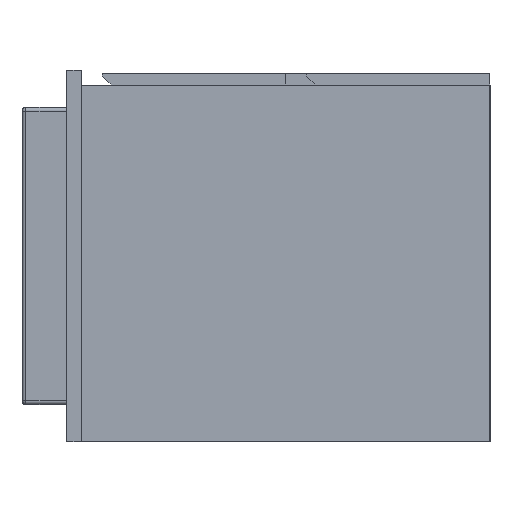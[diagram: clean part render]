
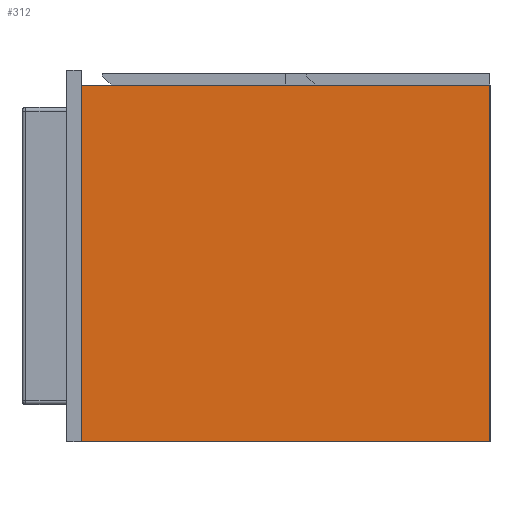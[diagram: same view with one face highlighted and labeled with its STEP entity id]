
A CAD part, left-side view. The second image highlights one B-rep face of the part: STEP entity #312.
In plain terms, the highlighted planar face has unit normal (-1, 0, 0).
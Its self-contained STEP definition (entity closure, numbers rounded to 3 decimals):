
#37 = VECTOR ( 'NONE', #4296, 1000. ) ;
#81 = DIRECTION ( 'NONE',  ( 0., 0., 1. ) ) ;
#312 = ADVANCED_FACE ( 'NONE', ( #1179 ), #6332, .T. ) ;
#347 = LINE ( 'NONE', #5875, #4813 ) ;
#1092 = DIRECTION ( 'NONE',  ( -1., 0., 0. ) ) ;
#1179 = FACE_OUTER_BOUND ( 'NONE', #2883, .T. ) ;
#1367 = LINE ( 'NONE', #4672, #5376 ) ;
#1437 = LINE ( 'NONE', #5821, #3813 ) ;
#1439 = VERTEX_POINT ( 'NONE', #3635 ) ;
#1955 = VERTEX_POINT ( 'NONE', #6258 ) ;
#2563 = VERTEX_POINT ( 'NONE', #5172 ) ;
#2694 = DIRECTION ( 'NONE',  ( 0., 1., 0. ) ) ;
#2883 = EDGE_LOOP ( 'NONE', ( #6713, #6035, #5069, #3999 ) ) ;
#2932 = LINE ( 'NONE', #6361, #37 ) ;
#3242 = DIRECTION ( 'NONE',  ( 0., 0., -1. ) ) ;
#3272 = EDGE_CURVE ( 'NONE', #1439, #4408, #1437, .T. ) ;
#3635 = CARTESIAN_POINT ( 'NONE',  ( -744., 275., 480. ) ) ;
#3640 = DIRECTION ( 'NONE',  ( 0., 0., -1. ) ) ;
#3813 = VECTOR ( 'NONE', #3242, 1000. ) ;
#3999 = ORIENTED_EDGE ( 'NONE', *, *, #3272, .T. ) ;
#4296 = DIRECTION ( 'NONE',  ( 0., 1., 0. ) ) ;
#4408 = VERTEX_POINT ( 'NONE', #4559 ) ;
#4559 = CARTESIAN_POINT ( 'NONE',  ( -744., 275., 0. ) ) ;
#4672 = CARTESIAN_POINT ( 'NONE',  ( -744., -275., 480. ) ) ;
#4759 = EDGE_CURVE ( 'NONE', #2563, #1955, #1367, .T. ) ;
#4813 = VECTOR ( 'NONE', #2694, 1000. ) ;
#5050 = AXIS2_PLACEMENT_3D ( 'NONE', #5754, #1092, #81 ) ;
#5069 = ORIENTED_EDGE ( 'NONE', *, *, #6647, .T. ) ;
#5172 = CARTESIAN_POINT ( 'NONE',  ( -744., -275., 480. ) ) ;
#5376 = VECTOR ( 'NONE', #3640, 1000. ) ;
#5754 = CARTESIAN_POINT ( 'NONE',  ( -744., 275., 480. ) ) ;
#5821 = CARTESIAN_POINT ( 'NONE',  ( -744., 275., 480. ) ) ;
#5875 = CARTESIAN_POINT ( 'NONE',  ( -744., 275., 480. ) ) ;
#6035 = ORIENTED_EDGE ( 'NONE', *, *, #4759, .F. ) ;
#6041 = EDGE_CURVE ( 'NONE', #1955, #4408, #2932, .T. ) ;
#6258 = CARTESIAN_POINT ( 'NONE',  ( -744., -275., 0. ) ) ;
#6332 = PLANE ( 'NONE',  #5050 ) ;
#6361 = CARTESIAN_POINT ( 'NONE',  ( -744., 275., 0. ) ) ;
#6647 = EDGE_CURVE ( 'NONE', #2563, #1439, #347, .T. ) ;
#6713 = ORIENTED_EDGE ( 'NONE', *, *, #6041, .F. ) ;
